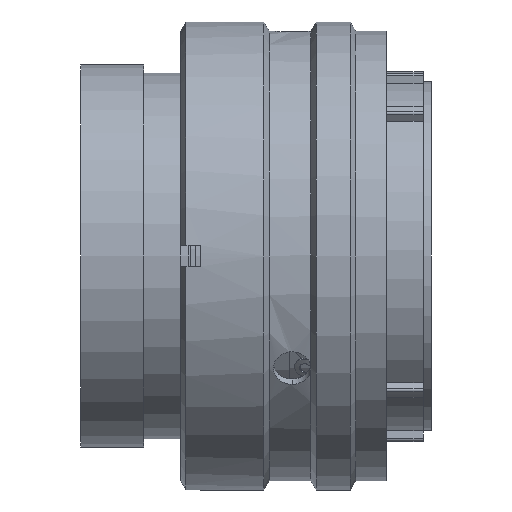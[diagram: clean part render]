
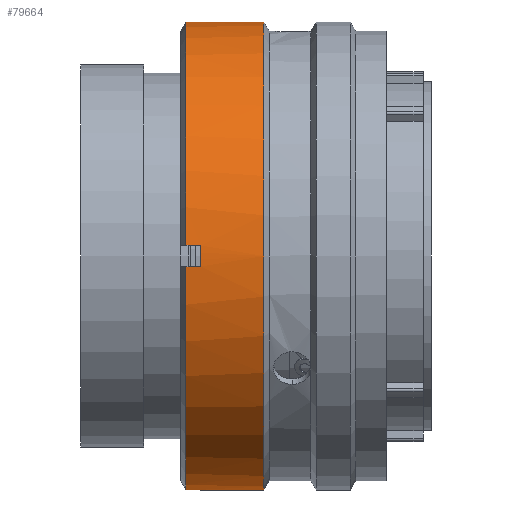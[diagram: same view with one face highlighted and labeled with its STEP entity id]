
A CAD part, front view. The second image highlights one B-rep face of the part: STEP entity #79664.
In plain terms, the highlighted cylindrical face has radius 22.25 mm (diameter 44.5 mm), a partial arc.
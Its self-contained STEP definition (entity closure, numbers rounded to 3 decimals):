
#3406 = CARTESIAN_POINT ( 'NONE',  ( 29.07, 0., 0. ) ) ;
#4763 = CARTESIAN_POINT ( 'NONE',  ( 11.42, -1., 22.228 ) ) ;
#5348 = VERTEX_POINT ( 'NONE', #65974 ) ;
#8268 = CARTESIAN_POINT ( 'NONE',  ( 11.42, 0., 0. ) ) ;
#9828 = DIRECTION ( 'NONE',  ( 1., 0., 0. ) ) ;
#10203 = CARTESIAN_POINT ( 'NONE',  ( 29.07, 0., 22.25 ) ) ;
#10247 = CIRCLE ( 'NONE', #71563, 22.25 ) ;
#11270 = EDGE_CURVE ( 'NONE', #5348, #66836, #98893, .T. ) ;
#13904 = EDGE_CURVE ( 'NONE', #66836, #20167, #28441, .T. ) ;
#14496 = VERTEX_POINT ( 'NONE', #16896 ) ;
#14922 = CARTESIAN_POINT ( 'NONE',  ( 29.07, -1., 22.228 ) ) ;
#15270 = FACE_OUTER_BOUND ( 'NONE', #15581, .T. ) ;
#15581 = EDGE_LOOP ( 'NONE', ( #79180, #75650, #111951, #27220, #94703, #69539, #52308, #37270, #102438, #91351, #20160, #45020 ) ) ;
#16584 = DIRECTION ( 'NONE',  ( 1., 0., 0. ) ) ;
#16737 = CARTESIAN_POINT ( 'NONE',  ( 10.02, -1., -22.228 ) ) ;
#16792 = EDGE_CURVE ( 'NONE', #87153, #36421, #67468, .T. ) ;
#16896 = CARTESIAN_POINT ( 'NONE',  ( 11.42, -22.228, 1. ) ) ;
#17029 = DIRECTION ( 'NONE',  ( 1., 0., 0. ) ) ;
#17830 = CARTESIAN_POINT ( 'NONE',  ( 11.42, 0., -22.25 ) ) ;
#17941 = EDGE_CURVE ( 'NONE', #32756, #36421, #61653, .T. ) ;
#20160 = ORIENTED_EDGE ( 'NONE', *, *, #17941, .T. ) ;
#20167 = VERTEX_POINT ( 'NONE', #68815 ) ;
#21333 = AXIS2_PLACEMENT_3D ( 'NONE', #3406, #96497, #74960 ) ;
#23854 = VERTEX_POINT ( 'NONE', #68869 ) ;
#26051 = CARTESIAN_POINT ( 'NONE',  ( 11.42, -22.228, -1. ) ) ;
#26924 = DIRECTION ( 'NONE',  ( 0., 0., 1. ) ) ;
#27220 = ORIENTED_EDGE ( 'NONE', *, *, #50800, .T. ) ;
#27290 = DIRECTION ( 'NONE',  ( 0., 0., 1. ) ) ;
#28441 = LINE ( 'NONE', #70717, #31217 ) ;
#30870 = AXIS2_PLACEMENT_3D ( 'NONE', #8268, #17029, #79498 ) ;
#31217 = VECTOR ( 'NONE', #106299, 1000. ) ;
#32081 = CARTESIAN_POINT ( 'NONE',  ( 10.02, 0., 0. ) ) ;
#32756 = VERTEX_POINT ( 'NONE', #17830 ) ;
#33616 = VECTOR ( 'NONE', #44153, 1000. ) ;
#34503 = VERTEX_POINT ( 'NONE', #104374 ) ;
#36421 = VERTEX_POINT ( 'NONE', #57567 ) ;
#37254 = CARTESIAN_POINT ( 'NONE',  ( 10.02, -22.228, 1. ) ) ;
#37270 = ORIENTED_EDGE ( 'NONE', *, *, #11270, .T. ) ;
#38530 = EDGE_CURVE ( 'NONE', #87883, #5348, #81413, .T. ) ;
#38871 = CIRCLE ( 'NONE', #30870, 22.25 ) ;
#41153 = CARTESIAN_POINT ( 'NONE',  ( 17.44, 0., 0. ) ) ;
#44153 = DIRECTION ( 'NONE',  ( 1., 0., 0. ) ) ;
#45020 = ORIENTED_EDGE ( 'NONE', *, *, #16792, .F. ) ;
#46297 = LINE ( 'NONE', #10203, #58523 ) ;
#49245 = CARTESIAN_POINT ( 'NONE',  ( 17.44, 0., 22.25 ) ) ;
#50016 = CIRCLE ( 'NONE', #57813, 22.25 ) ;
#50800 = EDGE_CURVE ( 'NONE', #23854, #96030, #50016, .T. ) ;
#52308 = ORIENTED_EDGE ( 'NONE', *, *, #38530, .T. ) ;
#52885 = VERTEX_POINT ( 'NONE', #4763 ) ;
#53051 = CIRCLE ( 'NONE', #80991, 22.25 ) ;
#54304 = EDGE_CURVE ( 'NONE', #34503, #87153, #46297, .T. ) ;
#54780 = EDGE_CURVE ( 'NONE', #34503, #52885, #10247, .T. ) ;
#55442 = VECTOR ( 'NONE', #71666, 1000. ) ;
#56462 = CYLINDRICAL_SURFACE ( 'NONE', #21333, 22.25 ) ;
#57567 = CARTESIAN_POINT ( 'NONE',  ( 17.44, 0., -22.25 ) ) ;
#57813 = AXIS2_PLACEMENT_3D ( 'NONE', #91526, #74344, #74721 ) ;
#58523 = VECTOR ( 'NONE', #9828, 1000. ) ;
#61653 = LINE ( 'NONE', #89653, #72617 ) ;
#62161 = CARTESIAN_POINT ( 'NONE',  ( 11.42, 0., 0. ) ) ;
#63608 = CARTESIAN_POINT ( 'NONE',  ( 29.07, -22.228, -1. ) ) ;
#65974 = CARTESIAN_POINT ( 'NONE',  ( 10.02, -22.228, -1. ) ) ;
#66836 = VERTEX_POINT ( 'NONE', #16737 ) ;
#67468 = CIRCLE ( 'NONE', #87843, 22.25 ) ;
#67487 = AXIS2_PLACEMENT_3D ( 'NONE', #32081, #86018, #102543 ) ;
#68815 = CARTESIAN_POINT ( 'NONE',  ( 11.42, -1., -22.228 ) ) ;
#68869 = CARTESIAN_POINT ( 'NONE',  ( 10.02, -1., 22.228 ) ) ;
#69539 = ORIENTED_EDGE ( 'NONE', *, *, #109212, .T. ) ;
#70717 = CARTESIAN_POINT ( 'NONE',  ( 29.07, -1., -22.228 ) ) ;
#71563 = AXIS2_PLACEMENT_3D ( 'NONE', #62161, #79783, #27290 ) ;
#71666 = DIRECTION ( 'NONE',  ( -1., 0., 0. ) ) ;
#71894 = VECTOR ( 'NONE', #86157, 1000. ) ;
#72617 = VECTOR ( 'NONE', #88908, 1000. ) ;
#74344 = DIRECTION ( 'NONE',  ( 1., 0., 0. ) ) ;
#74721 = DIRECTION ( 'NONE',  ( 0., 0., -1. ) ) ;
#74960 = DIRECTION ( 'NONE',  ( 0., 0., -1. ) ) ;
#75244 = DIRECTION ( 'NONE',  ( 1., 0., 0. ) ) ;
#75650 = ORIENTED_EDGE ( 'NONE', *, *, #54780, .T. ) ;
#76001 = LINE ( 'NONE', #112689, #33616 ) ;
#79180 = ORIENTED_EDGE ( 'NONE', *, *, #54304, .F. ) ;
#79413 = CARTESIAN_POINT ( 'NONE',  ( 11.42, 0., 0. ) ) ;
#79498 = DIRECTION ( 'NONE',  ( 0., 0., 1. ) ) ;
#79664 = ADVANCED_FACE ( 'NONE', ( #15270 ), #56462, .T. ) ;
#79783 = DIRECTION ( 'NONE',  ( 1., 0., 0. ) ) ;
#80991 = AXIS2_PLACEMENT_3D ( 'NONE', #79413, #16584, #26924 ) ;
#81413 = LINE ( 'NONE', #63608, #55442 ) ;
#82437 = EDGE_CURVE ( 'NONE', #96030, #14496, #76001, .T. ) ;
#86018 = DIRECTION ( 'NONE',  ( 1., 0., 0. ) ) ;
#86157 = DIRECTION ( 'NONE',  ( -1., 0., 0. ) ) ;
#87153 = VERTEX_POINT ( 'NONE', #49245 ) ;
#87843 = AXIS2_PLACEMENT_3D ( 'NONE', #41153, #75244, #109322 ) ;
#87883 = VERTEX_POINT ( 'NONE', #26051 ) ;
#88908 = DIRECTION ( 'NONE',  ( 1., 0., 0. ) ) ;
#89653 = CARTESIAN_POINT ( 'NONE',  ( 29.07, 0., -22.25 ) ) ;
#90142 = EDGE_CURVE ( 'NONE', #52885, #23854, #91085, .T. ) ;
#91085 = LINE ( 'NONE', #14922, #71894 ) ;
#91351 = ORIENTED_EDGE ( 'NONE', *, *, #94498, .T. ) ;
#91526 = CARTESIAN_POINT ( 'NONE',  ( 10.02, 0., 0. ) ) ;
#94498 = EDGE_CURVE ( 'NONE', #20167, #32756, #38871, .T. ) ;
#94703 = ORIENTED_EDGE ( 'NONE', *, *, #82437, .T. ) ;
#96030 = VERTEX_POINT ( 'NONE', #37254 ) ;
#96497 = DIRECTION ( 'NONE',  ( 1., 0., 0. ) ) ;
#98893 = CIRCLE ( 'NONE', #67487, 22.25 ) ;
#102438 = ORIENTED_EDGE ( 'NONE', *, *, #13904, .T. ) ;
#102543 = DIRECTION ( 'NONE',  ( 0., 0., -1. ) ) ;
#104374 = CARTESIAN_POINT ( 'NONE',  ( 11.42, 0., 22.25 ) ) ;
#106299 = DIRECTION ( 'NONE',  ( 1., 0., 0. ) ) ;
#109212 = EDGE_CURVE ( 'NONE', #14496, #87883, #53051, .T. ) ;
#109322 = DIRECTION ( 'NONE',  ( 0., 0., -1. ) ) ;
#111951 = ORIENTED_EDGE ( 'NONE', *, *, #90142, .T. ) ;
#112689 = CARTESIAN_POINT ( 'NONE',  ( 29.07, -22.228, 1. ) ) ;
